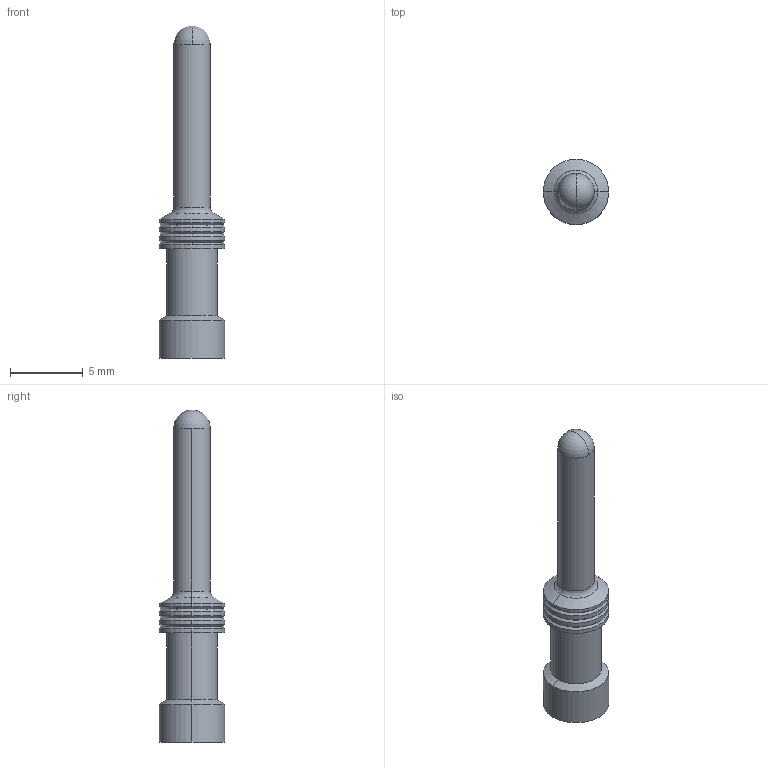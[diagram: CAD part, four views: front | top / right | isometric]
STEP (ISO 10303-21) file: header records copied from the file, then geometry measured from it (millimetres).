
FILE_DESCRIPTION(('Creo Elements/Direct Modeling STEP Export'),'2;1');
FILE_NAME('CC 2.5 AN.stp','2014-01-17T13:38:34',(''),(''),'Creo Elements/Direct Modeling STEP processor for AP214 (Solid Model)','Creo Elements/Direct Modeling 18.0B 02-Dec-2011 (C) Parametric Technology GmbH','');
FILE_SCHEMA(('AUTOMOTIVE_DESIGN { 1 0 10303 214 1 1 1 1 }'));
Length unit declared in the file: millimetre
Products named in the file (2): CC_2_5_AN
Assembly tree (1 placements, depth 2):
  CC_2_5_AN
    CC_2_5_AN
Bounding box: 4.5 x 4.5 x 22.8 mm (x, y, z)
Volume: 152.3 mm3; surface area: 312.2 mm2
Topology: 1 solids, 1 shells, 42 faces, 103 edges, 61 vertices
Faces by surface type: cone 20, cylinder 16, torus 2, plane 2, sphere 2
Entity records: 1046 total; most frequent: ORIENTED_EDGE 198, DIRECTION 160, CARTESIAN_POINT 159, EDGE_CURVE 99, AXIS2_PLACEMENT_3D 62, VERTEX_POINT 61, EDGE_LOOP 44, FACE_OUTER_BOUND 42
